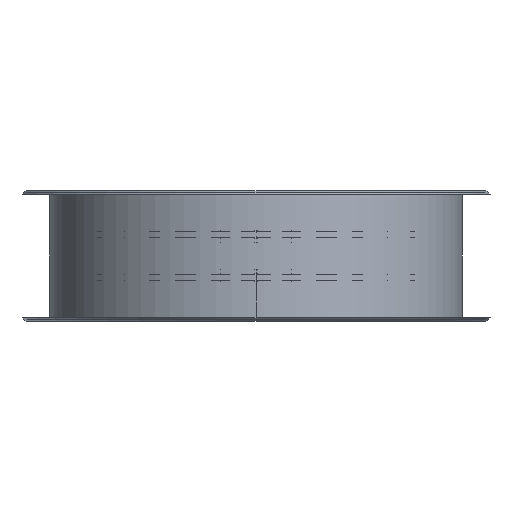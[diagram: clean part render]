
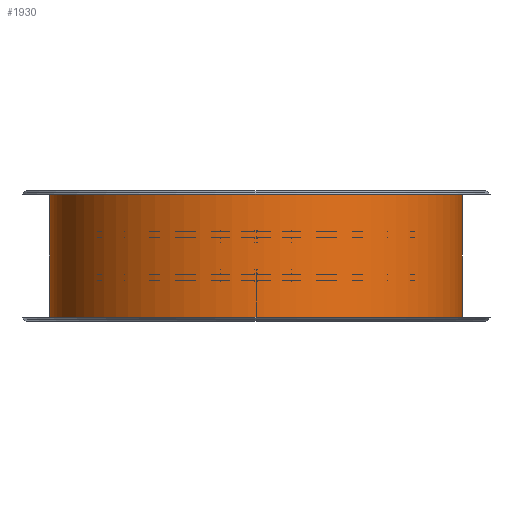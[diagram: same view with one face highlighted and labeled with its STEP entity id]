
A CAD part, front view. The second image highlights one B-rep face of the part: STEP entity #1930.
In plain terms, the highlighted cylindrical face has radius 322 mm (diameter 644 mm), a partial arc.
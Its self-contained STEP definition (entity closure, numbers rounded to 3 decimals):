
#61 = ORIENTED_EDGE ( 'NONE', *, *, #2167, .F. ) ;
#67 = DIRECTION ( 'NONE',  ( 0., 0., 1. ) ) ;
#70 = VERTEX_POINT ( 'NONE', #2419 ) ;
#171 = EDGE_CURVE ( 'NONE', #918, #2356, #174, .T. ) ;
#174 = CIRCLE ( 'NONE', #190, 322. ) ;
#190 = AXIS2_PLACEMENT_3D ( 'NONE', #1128, #1291, #2430 ) ;
#345 = VECTOR ( 'NONE', #1811, 1000. ) ;
#389 = DIRECTION ( 'NONE',  ( 0., 0., 1. ) ) ;
#396 = ORIENTED_EDGE ( 'NONE', *, *, #1936, .F. ) ;
#494 = LINE ( 'NONE', #598, #966 ) ;
#570 = DIRECTION ( 'NONE',  ( 0., 0., -1. ) ) ;
#598 = CARTESIAN_POINT ( 'NONE',  ( -321.757, -12.5, 200. ) ) ;
#629 = VERTEX_POINT ( 'NONE', #926 ) ;
#706 = FACE_OUTER_BOUND ( 'NONE', #2235, .T. ) ;
#792 = CYLINDRICAL_SURFACE ( 'NONE', #1650, 322. ) ;
#918 = VERTEX_POINT ( 'NONE', #1575 ) ;
#926 = CARTESIAN_POINT ( 'NONE',  ( -321.757, -12.5, 0. ) ) ;
#966 = VECTOR ( 'NONE', #389, 1000. ) ;
#978 = ORIENTED_EDGE ( 'NONE', *, *, #997, .T. ) ;
#997 = EDGE_CURVE ( 'NONE', #629, #70, #1157, .T. ) ;
#1128 = CARTESIAN_POINT ( 'NONE',  ( 0., 0., 200. ) ) ;
#1148 = LINE ( 'NONE', #1620, #345 ) ;
#1157 = CIRCLE ( 'NONE', #1419, 322. ) ;
#1191 = DIRECTION ( 'NONE',  ( 1., 0., 0. ) ) ;
#1290 = CARTESIAN_POINT ( 'NONE',  ( -321.757, 12.5, 200. ) ) ;
#1291 = DIRECTION ( 'NONE',  ( 0., 0., 1. ) ) ;
#1419 = AXIS2_PLACEMENT_3D ( 'NONE', #2325, #67, #1191 ) ;
#1575 = CARTESIAN_POINT ( 'NONE',  ( -321.757, -12.5, 200. ) ) ;
#1620 = CARTESIAN_POINT ( 'NONE',  ( -321.757, 12.5, 200. ) ) ;
#1650 = AXIS2_PLACEMENT_3D ( 'NONE', #2269, #570, #1899 ) ;
#1811 = DIRECTION ( 'NONE',  ( 0., 0., -1. ) ) ;
#1899 = DIRECTION ( 'NONE',  ( -1., 0., 0. ) ) ;
#1930 = ADVANCED_FACE ( 'NONE', ( #706 ), #792, .T. ) ;
#1936 = EDGE_CURVE ( 'NONE', #629, #918, #494, .T. ) ;
#1983 = ORIENTED_EDGE ( 'NONE', *, *, #171, .F. ) ;
#2167 = EDGE_CURVE ( 'NONE', #2356, #70, #1148, .T. ) ;
#2235 = EDGE_LOOP ( 'NONE', ( #396, #978, #61, #1983 ) ) ;
#2269 = CARTESIAN_POINT ( 'NONE',  ( 0., 0., 200. ) ) ;
#2325 = CARTESIAN_POINT ( 'NONE',  ( 0., 0., 0. ) ) ;
#2356 = VERTEX_POINT ( 'NONE', #1290 ) ;
#2419 = CARTESIAN_POINT ( 'NONE',  ( -321.757, 12.5, 0. ) ) ;
#2430 = DIRECTION ( 'NONE',  ( 1., 0., 0. ) ) ;
